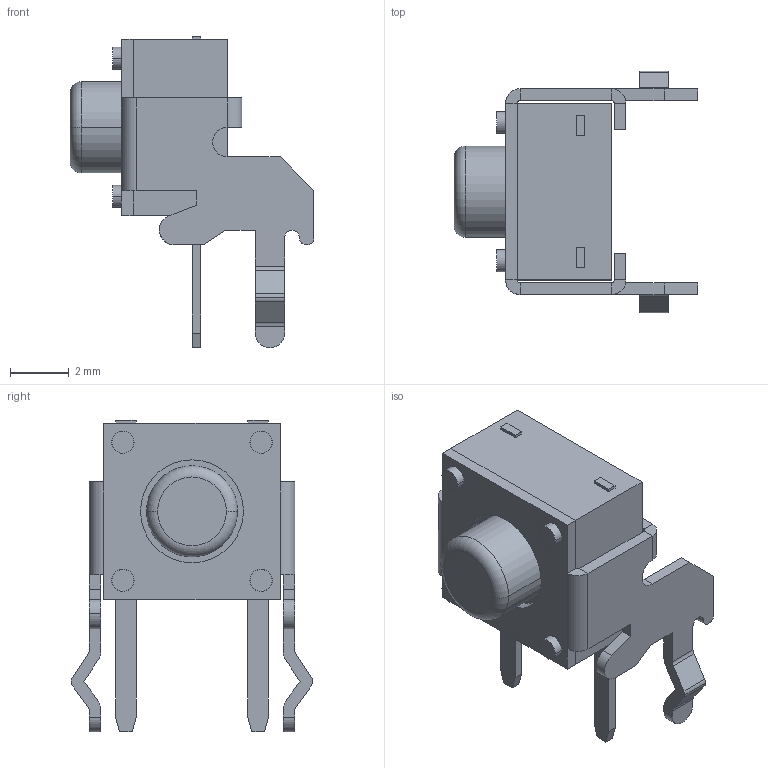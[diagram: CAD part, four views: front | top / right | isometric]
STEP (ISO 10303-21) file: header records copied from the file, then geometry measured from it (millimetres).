
FILE_DESCRIPTION(('FreeCAD Model'),'2;1');
FILE_NAME('TL1105_TactileSwitch_6x6mm.step','2015-12-16T17:07:40',('Author'),(''), 'Open CASCADE STEP processor 6.8','FreeCAD','Unknown');
FILE_SCHEMA(('AUTOMOTIVE_DESIGN_CC2 { 1 2 10303 214 -1 1 5 4 }'));
Length unit declared in the file: millimetre
Products named in the file (2): ASSEMBLY; Fusion
Assembly tree (1 placements, depth 2):
  ASSEMBLY
    Fusion
Bounding box: 8.3 x 8.22 x 10.6 mm (x, y, z)
Volume: 165.3 mm3; surface area: 340.2 mm2
Topology: 1 solids, 1 shells, 158 faces, 388 edges, 246 vertices
Faces by surface type: plane 104, cylinder 52, torus 2
Entity records: 15643 total; most frequent: CARTESIAN_POINT 7074, DIRECTION 1290, ORIENTED_EDGE 776, PCURVE 776, DEFINITIONAL_REPRESENTATION 776, LINE 706, VECTOR 706, EDGE_CURVE 388
